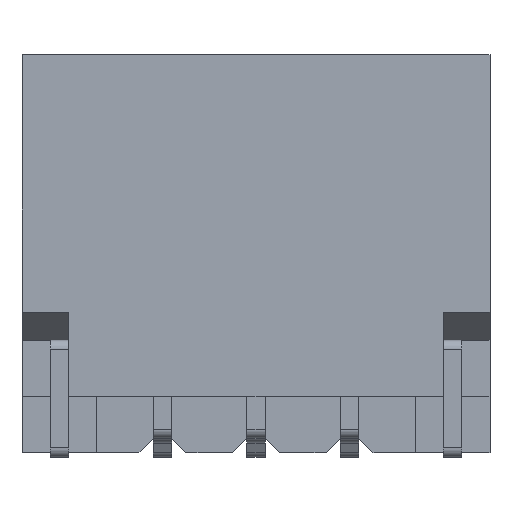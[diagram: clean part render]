
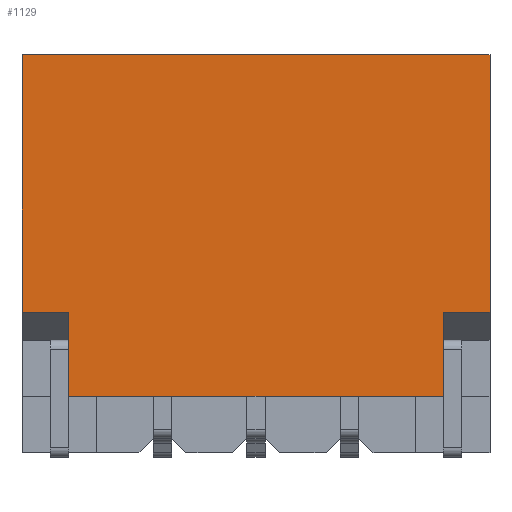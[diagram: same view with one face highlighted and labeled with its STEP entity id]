
A CAD part, front view. The second image highlights one B-rep face of the part: STEP entity #1129.
In plain terms, the highlighted planar face has unit normal (0, -1, 0).
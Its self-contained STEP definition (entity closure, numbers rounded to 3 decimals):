
#1129=ADVANCED_FACE('',(#2811),#2813,.T.);
#2811=FACE_BOUND('',#2812,.T.);
#2812=EDGE_LOOP('',(#4182,#4183,#4184,#4185,#4186,#4187,#4188,#4189));
#2813=PLANE('',#2814);
#2814=AXIS2_PLACEMENT_3D('',#2815,#2816,#2817);
#2815=CARTESIAN_POINT('',(-0.5,-2.9,0.));
#2816=DIRECTION('',(0.,-1.,0.));
#2817=DIRECTION('',(1.,0.,0.));
#4182=ORIENTED_EDGE('',*,*,#5097,.T.);
#4183=ORIENTED_EDGE('',*,*,#5098,.T.);
#4184=ORIENTED_EDGE('',*,*,#5016,.F.);
#4185=ORIENTED_EDGE('',*,*,#5092,.F.);
#4186=ORIENTED_EDGE('',*,*,#5099,.T.);
#4187=ORIENTED_EDGE('',*,*,#5100,.T.);
#4188=ORIENTED_EDGE('',*,*,#5101,.T.);
#4189=ORIENTED_EDGE('',*,*,#5102,.T.);
#5016=EDGE_CURVE('',#5820,#5822,#5823,.T.);
#5092=EDGE_CURVE('',#5963,#5820,#5965,.T.);
#5097=EDGE_CURVE('',#5972,#5973,#5974,.T.);
#5098=EDGE_CURVE('',#5973,#5822,#5975,.T.);
#5099=EDGE_CURVE('',#5963,#5976,#5977,.F.);
#5100=EDGE_CURVE('',#5976,#5978,#5979,.T.);
#5101=EDGE_CURVE('',#5978,#5980,#5981,.T.);
#5102=EDGE_CURVE('',#5980,#5972,#5982,.F.);
#5820=VERTEX_POINT('',#7463);
#5822=VERTEX_POINT('',#7467);
#5823=LINE('',#7468,#7469);
#5963=VERTEX_POINT('',#7758);
#5965=LINE('',#7762,#7763);
#5972=VERTEX_POINT('',#7779);
#5973=VERTEX_POINT('',#7780);
#5974=LINE('',#7781,#7782);
#5975=LINE('',#7784,#7785);
#5976=VERTEX_POINT('',#7787);
#5977=LINE('',#7788,#7789);
#5978=VERTEX_POINT('',#7791);
#5979=LINE('',#7792,#7793);
#5980=VERTEX_POINT('',#7795);
#5981=LINE('',#7796,#7797);
#5982=LINE('',#7799,#7800);
#7463=CARTESIAN_POINT('',(-1.5,-2.9,4.25));
#7467=CARTESIAN_POINT('',(3.5,-2.9,4.25));
#7468=CARTESIAN_POINT('',(-1.5,-2.9,4.25));
#7469=VECTOR('',#7470,1.);
#7470=DIRECTION('',(1.,0.,0.));
#7758=CARTESIAN_POINT('',(-1.5,-2.9,1.5));
#7762=CARTESIAN_POINT('',(-1.5,-2.9,1.5));
#7763=VECTOR('',#7764,1.);
#7764=DIRECTION('',(0.,0.,1.));
#7779=CARTESIAN_POINT('',(3.,-2.9,1.5));
#7780=CARTESIAN_POINT('',(3.5,-2.9,1.5));
#7781=CARTESIAN_POINT('',(3.,-2.9,1.5));
#7782=VECTOR('',#7783,1.);
#7783=DIRECTION('',(1.,0.,0.));
#7784=CARTESIAN_POINT('',(3.5,-2.9,1.5));
#7785=VECTOR('',#7786,1.);
#7786=DIRECTION('',(0.,0.,1.));
#7787=CARTESIAN_POINT('',(-1.,-2.9,1.5));
#7788=CARTESIAN_POINT('',(-1.,-2.9,1.5));
#7789=VECTOR('',#7790,1.);
#7790=DIRECTION('',(-1.,0.,0.));
#7791=CARTESIAN_POINT('',(-1.,-2.9,0.6));
#7792=CARTESIAN_POINT('',(-1.,-2.9,1.5));
#7793=VECTOR('',#7794,1.);
#7794=DIRECTION('',(0.,0.,-1.));
#7795=CARTESIAN_POINT('',(3.,-2.9,0.6));
#7796=CARTESIAN_POINT('',(-1.,-2.9,0.6));
#7797=VECTOR('',#7798,1.);
#7798=DIRECTION('',(1.,0.,0.));
#7799=CARTESIAN_POINT('',(3.,-2.9,1.5));
#7800=VECTOR('',#7801,1.);
#7801=DIRECTION('',(0.,0.,-1.));
